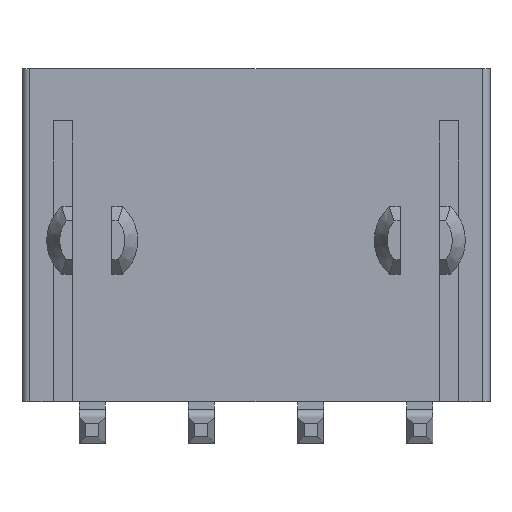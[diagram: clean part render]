
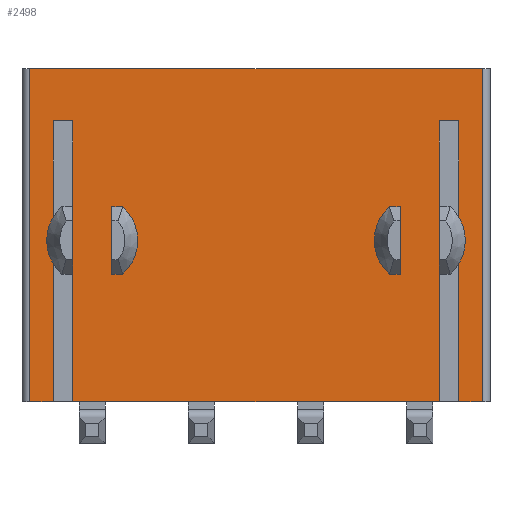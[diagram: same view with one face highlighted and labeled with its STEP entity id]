
A CAD part, front view. The second image highlights one B-rep face of the part: STEP entity #2498.
In plain terms, the highlighted planar face has unit normal (0, -1, 0).
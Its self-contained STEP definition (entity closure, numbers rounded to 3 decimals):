
#22=DIRECTION('',(-1.,0.,0.));
#23=VECTOR('',#22,17.4);
#24=CARTESIAN_POINT('',(8.7,0.4,0.));
#25=LINE('',#24,#23);
#173=DIRECTION('',(0.,0.,1.));
#174=VECTOR('',#173,12.8);
#175=CARTESIAN_POINT('',(-8.7,0.4,-12.8));
#176=LINE('',#175,#174);
#182=DIRECTION('',(0.,0.,-1.));
#183=VECTOR('',#182,2.598);
#184=CARTESIAN_POINT('',(5.55,0.4,-5.301));
#185=LINE('',#184,#183);
#186=DIRECTION('',(0.,0.,1.));
#187=VECTOR('',#186,2.598);
#188=CARTESIAN_POINT('',(-5.55,0.4,-7.899));
#189=LINE('',#188,#187);
#190=DIRECTION('',(-1.,0.,0.));
#191=VECTOR('',#190,0.75);
#192=CARTESIAN_POINT('',(7.8,0.4,-2.));
#193=LINE('',#192,#191);
#194=DIRECTION('',(-1.,0.,0.));
#195=VECTOR('',#194,0.75);
#196=CARTESIAN_POINT('',(-7.05,0.4,-2.));
#197=LINE('',#196,#195);
#198=DIRECTION('',(0.,0.,1.));
#199=VECTOR('',#198,10.8);
#200=CARTESIAN_POINT('',(-7.8,0.4,-12.8));
#201=LINE('',#200,#199);
#202=DIRECTION('',(0.,0.,1.));
#203=VECTOR('',#202,10.8);
#204=CARTESIAN_POINT('',(7.8,0.4,-12.8));
#205=LINE('',#204,#203);
#211=CARTESIAN_POINT('',(6.3,0.4,-6.6));
#212=DIRECTION('',(0.,1.,0.));
#213=DIRECTION('',(-0.5,0.,-0.866));
#214=AXIS2_PLACEMENT_3D('',#211,#212,#213);
#335=DIRECTION('',(0.,0.,1.));
#336=VECTOR('',#335,10.8);
#337=CARTESIAN_POINT('',(7.05,0.4,-12.8));
#338=LINE('',#337,#336);
#375=DIRECTION('',(-1.,0.,0.));
#376=VECTOR('',#375,0.9);
#377=CARTESIAN_POINT('',(-7.8,0.4,-12.8));
#378=LINE('',#377,#376);
#383=DIRECTION('',(-1.,0.,0.));
#384=VECTOR('',#383,14.1);
#385=CARTESIAN_POINT('',(7.05,0.4,-12.8));
#386=LINE('',#385,#384);
#391=DIRECTION('',(-1.,0.,0.));
#392=VECTOR('',#391,0.9);
#393=CARTESIAN_POINT('',(8.7,0.4,-12.8));
#394=LINE('',#393,#392);
#483=DIRECTION('',(0.,0.,-1.));
#484=VECTOR('',#483,10.8);
#485=CARTESIAN_POINT('',(-7.05,0.4,-2.));
#486=LINE('',#485,#484);
#511=CARTESIAN_POINT('',(-6.3,0.4,-6.6));
#512=DIRECTION('',(0.,1.,0.));
#513=DIRECTION('',(0.5,0.,0.866));
#514=AXIS2_PLACEMENT_3D('',#511,#512,#513);
#772=DIRECTION('',(0.,0.,1.));
#773=VECTOR('',#772,12.8);
#774=CARTESIAN_POINT('',(8.7,0.4,-12.8));
#775=LINE('',#774,#773);
#1865=CARTESIAN_POINT('',(8.7,0.4,-12.8));
#1866=CARTESIAN_POINT('',(8.7,0.4,0.));
#1867=VERTEX_POINT('',#1865);
#1868=VERTEX_POINT('',#1866);
#1893=CARTESIAN_POINT('',(-8.7,0.4,0.));
#1894=VERTEX_POINT('',#1893);
#1895=CARTESIAN_POINT('',(-8.7,0.4,-12.8));
#1896=VERTEX_POINT('',#1895);
#1901=CARTESIAN_POINT('',(5.55,0.4,-5.301));
#1902=CARTESIAN_POINT('',(5.55,0.4,-7.899));
#1903=VERTEX_POINT('',#1901);
#1904=VERTEX_POINT('',#1902);
#1949=CARTESIAN_POINT('',(-5.55,0.4,-7.899));
#1950=CARTESIAN_POINT('',(-5.55,0.4,-5.301));
#1951=VERTEX_POINT('',#1949);
#1952=VERTEX_POINT('',#1950);
#2013=CARTESIAN_POINT('',(7.8,0.4,-2.));
#2014=CARTESIAN_POINT('',(7.05,0.4,-2.));
#2015=VERTEX_POINT('',#2013);
#2016=VERTEX_POINT('',#2014);
#2017=CARTESIAN_POINT('',(7.8,0.4,-12.8));
#2018=VERTEX_POINT('',#2017);
#2019=CARTESIAN_POINT('',(-7.8,0.4,-12.8));
#2020=CARTESIAN_POINT('',(-7.8,0.4,-2.));
#2021=VERTEX_POINT('',#2019);
#2022=VERTEX_POINT('',#2020);
#2023=CARTESIAN_POINT('',(-7.05,0.4,-2.));
#2024=VERTEX_POINT('',#2023);
#2025=CARTESIAN_POINT('',(7.05,0.4,-12.8));
#2026=VERTEX_POINT('',#2025);
#2027=CARTESIAN_POINT('',(-7.05,0.4,-12.8));
#2028=VERTEX_POINT('',#2027);
#2457=CARTESIAN_POINT('',(9.,0.4,0.));
#2458=DIRECTION('',(0.,-1.,0.));
#2459=DIRECTION('',(-1.,0.,0.));
#2460=AXIS2_PLACEMENT_3D('',#2457,#2458,#2459);
#2461=PLANE('',#2460);
#2463=ORIENTED_EDGE('',*,*,#2462,.T.);
#2465=ORIENTED_EDGE('',*,*,#2464,.F.);
#2467=ORIENTED_EDGE('',*,*,#2466,.T.);
#2469=ORIENTED_EDGE('',*,*,#2468,.F.);
#2471=ORIENTED_EDGE('',*,*,#2470,.T.);
#2473=ORIENTED_EDGE('',*,*,#2472,.F.);
#2475=ORIENTED_EDGE('',*,*,#2474,.T.);
#2476=ORIENTED_EDGE('',*,*,#2450,.T.);
#2477=ORIENTED_EDGE('',*,*,#2300,.F.);
#2479=ORIENTED_EDGE('',*,*,#2478,.F.);
#2481=ORIENTED_EDGE('',*,*,#2480,.T.);
#2483=ORIENTED_EDGE('',*,*,#2482,.T.);
#2484=EDGE_LOOP('',(#2463,#2465,#2467,#2469,#2471,#2473,#2475,#2476,#2477,#2479,
#2481,#2483));
#2485=FACE_OUTER_BOUND('',#2484,.F.);
#2487=ORIENTED_EDGE('',*,*,#2486,.F.);
#2489=ORIENTED_EDGE('',*,*,#2488,.F.);
#2490=EDGE_LOOP('',(#2487,#2489));
#2491=FACE_BOUND('',#2490,.F.);
#2493=ORIENTED_EDGE('',*,*,#2492,.F.);
#2495=ORIENTED_EDGE('',*,*,#2494,.F.);
#2496=EDGE_LOOP('',(#2493,#2495));
#2497=FACE_BOUND('',#2496,.F.);
#2498=ADVANCED_FACE('',(#2485,#2491,#2497),#2461,.T.);
#215=CIRCLE('',#214,1.5);
#515=CIRCLE('',#514,1.5);
#2300=EDGE_CURVE('',#1868,#1894,#25,.T.);
#2450=EDGE_CURVE('',#1896,#1894,#176,.T.);
#2462=EDGE_CURVE('',#2015,#2016,#193,.T.);
#2464=EDGE_CURVE('',#2026,#2016,#338,.T.);
#2466=EDGE_CURVE('',#2026,#2028,#386,.T.);
#2468=EDGE_CURVE('',#2024,#2028,#486,.T.);
#2470=EDGE_CURVE('',#2024,#2022,#197,.T.);
#2472=EDGE_CURVE('',#2021,#2022,#201,.T.);
#2474=EDGE_CURVE('',#2021,#1896,#378,.T.);
#2478=EDGE_CURVE('',#1867,#1868,#775,.T.);
#2480=EDGE_CURVE('',#1867,#2018,#394,.T.);
#2482=EDGE_CURVE('',#2018,#2015,#205,.T.);
#2486=EDGE_CURVE('',#1952,#1951,#515,.T.);
#2488=EDGE_CURVE('',#1951,#1952,#189,.T.);
#2492=EDGE_CURVE('',#1904,#1903,#215,.T.);
#2494=EDGE_CURVE('',#1903,#1904,#185,.T.);
